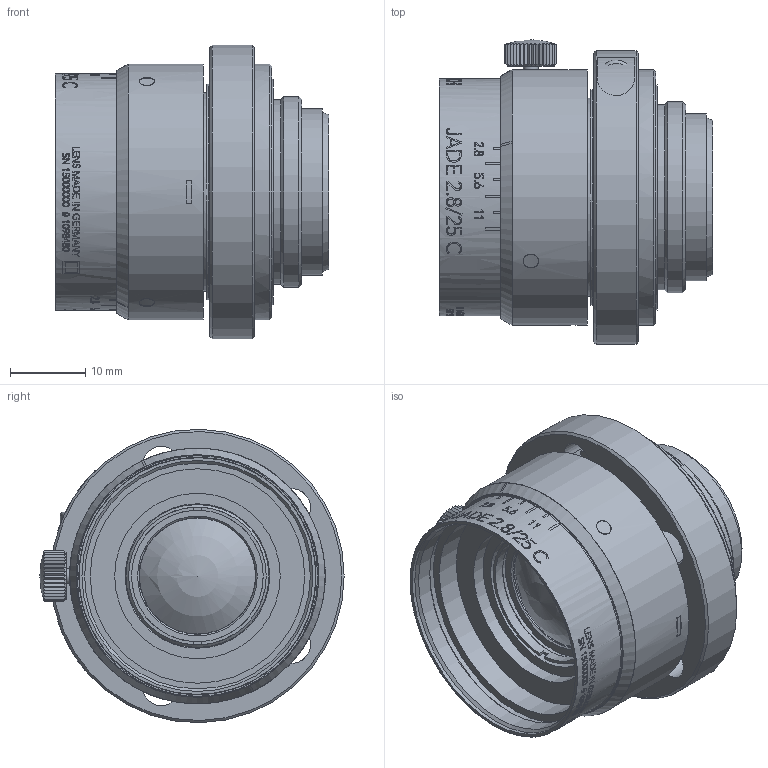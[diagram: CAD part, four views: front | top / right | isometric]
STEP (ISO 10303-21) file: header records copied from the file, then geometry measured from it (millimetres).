
FILE_DESCRIPTION(/* description */ (''),/* implementation_level */ '2;1');
FILE_NAME(/* name */ '1098480_00157706_003.stp',/* time_stamp */ '2021-09-17T12:08:45+02:00',/* author */ (''),/* organization */ (''),/* preprocessor_version */ 'ST-DEVELOPER v16',/* originating_system */ 'SIEMENS PLM Software NX 10.0',/* authorisation */ '');
FILE_SCHEMA (('AP203_CONFIGURATION_CONTROLLED_3D_DESIGN_OF_MECHANICAL_PARTS_AND_ASSEMBLIES_MIM_LF { 1 0 10303 403 2 1 2}'));
Length unit declared in the file: millimetre
Products named in the file (1): Froe47D4E78Ckn0o
Bounding box: 36.4 x 40.44 x 38.99 mm (x, y, z)
Volume: 23119.1 mm3; surface area: 11686 mm2
Topology: 2 solids, 4 shells, 509 faces, 1727 edges, 1349 vertices
Faces by surface type: cylinder 234, plane 215, cone 47, torus 8, sphere 3, bspline 2
Full cylindrical faces by diameter (mm): 1.1 x1, 2 x1, 2.05 x4, 2.5 x1, 2.7 x3, 2.8 x1, 4.5 x1, 15.5 x1, 17.5 x1, 18 x1, 18.3 x1, 19 x1, 19.2 x1, 20.5 x1, 22 x1, 22.2 x1, 24.6 x1, 25.4 x1, 26.36 x1, 27 x1, 28.5 x1, 30 x2, 30.7 x2, 31.049 x1, 31.5 x2, 32 x1, 34 x2
Entity records: 22357 total; most frequent: CARTESIAN_POINT 8556, ORIENTED_EDGE 3229, DIRECTION 2159, EDGE_CURVE 1631, VERTEX_POINT 1317, AXIS2_PLACEMENT_3D 861, B_SPLINE_CURVE_WITH_KNOTS 802, EDGE_LOOP 727
